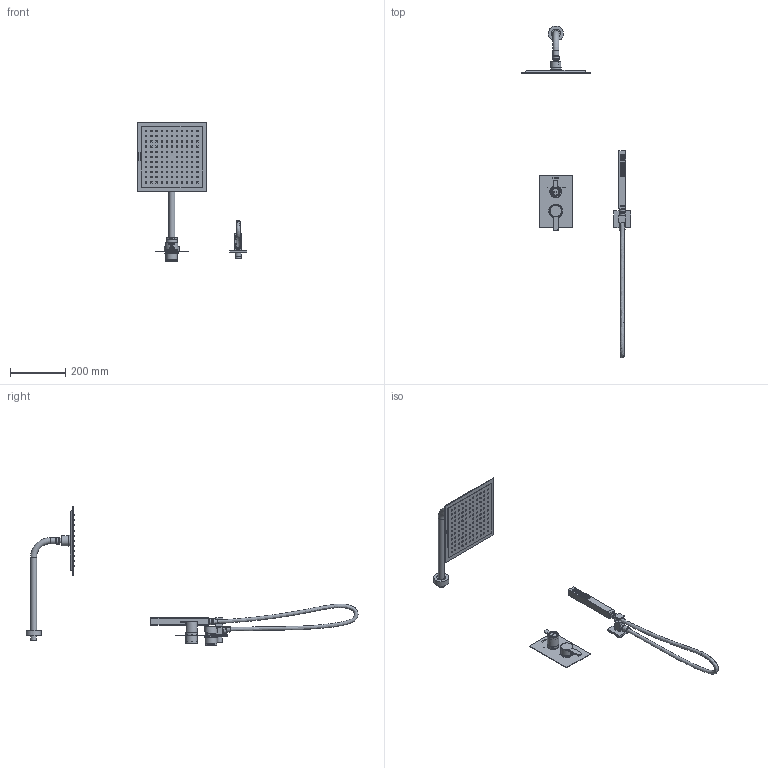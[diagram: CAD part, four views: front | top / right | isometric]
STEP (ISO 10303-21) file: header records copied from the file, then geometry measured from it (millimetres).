
FILE_DESCRIPTION (( 'STEP AP203' ), '1' );
FILE_NAME ('94DP02558.STEP', '2021-04-07T08:50:36', ( '' ), ( '' ), 'SwSTEP 2.0', 'SolidWorks 2018', '' );
FILE_SCHEMA (( 'CONFIG_CONTROL_DESIGN' ));
Products named in the file (1): 94DP02558
Bounding box: 395.5 x 1200.62 x 504.5 mm (x, y, z)
Volume: 1191381.3 mm3; surface area: 392254.8 mm2
Topology: 17 solids, 17 shells, 1864 faces, 3782 edges, 2337 vertices
Faces by surface type: plane 1461, cylinder 275, cone 74, torus 25, bspline 15, sphere 14
Full cylindrical faces by diameter (mm): 1 x168, 6 x1, 6.2 x2, 6.8 x1, 9.5 x1, 10.5 x2, 13.4 x2, 14 x3, 15 x2, 16 x1, 18 x3, 18.1 x2, 18.5 x2, 18.631 x1, 18.632 x2, 18.7 x1, 20.6 x1, 20.8 x1, 20.955 x1, 21 x3, 22 x2, 22.1 x1, 22.7 x1, 23.4 x1, 25 x1, 25.6 x1, 27 x1, 28.6 x1, 31 x2, 31.6 x1
Entity records: 48667 total; most frequent: CARTESIAN_POINT 10689, DIRECTION 7762, ORIENTED_EDGE 6852, EDGE_CURVE 3426, VECTOR 2636, LINE 2636, EDGE_LOOP 2597, AXIS2_PLACEMENT_3D 2563
